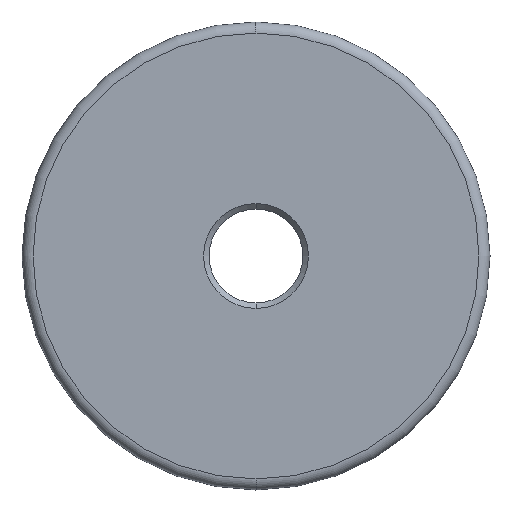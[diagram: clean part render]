
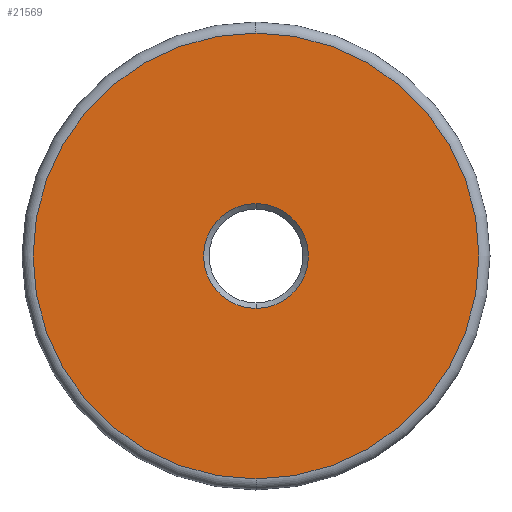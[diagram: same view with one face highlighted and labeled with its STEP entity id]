
A CAD part, left-side view. The second image highlights one B-rep face of the part: STEP entity #21569.
In plain terms, the highlighted planar face has unit normal (-1, 0, 0).
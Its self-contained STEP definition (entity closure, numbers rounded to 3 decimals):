
#951 = CARTESIAN_POINT ( 'NONE',  ( 8.684, 0., -20.2 ) ) ;
#1386 = CIRCLE ( 'NONE', #14134, 4.75 ) ;
#1535 = DIRECTION ( 'NONE',  ( 1., 0., 0. ) ) ;
#1627 = EDGE_CURVE ( 'NONE', #3302, #18186, #18248, .T. ) ;
#1628 = DIRECTION ( 'NONE',  ( 0., 0., -1. ) ) ;
#2187 = DIRECTION ( 'NONE',  ( 1., 0., 0. ) ) ;
#2289 = CARTESIAN_POINT ( 'NONE',  ( 8.684, 0., 0. ) ) ;
#2949 = AXIS2_PLACEMENT_3D ( 'NONE', #15068, #1535, #1628 ) ;
#3302 = VERTEX_POINT ( 'NONE', #951 ) ;
#3742 = DIRECTION ( 'NONE',  ( 0., 0., -1. ) ) ;
#4642 = CARTESIAN_POINT ( 'NONE',  ( 8.684, 0., -4.75 ) ) ;
#4869 = AXIS2_PLACEMENT_3D ( 'NONE', #6733, #20276, #3742 ) ;
#5481 = ORIENTED_EDGE ( 'NONE', *, *, #1627, .T. ) ;
#6112 = FACE_OUTER_BOUND ( 'NONE', #13468, .T. ) ;
#6462 = EDGE_LOOP ( 'NONE', ( #20586, #17781 ) ) ;
#6733 = CARTESIAN_POINT ( 'NONE',  ( 8.684, 0., 0. ) ) ;
#6939 = DIRECTION ( 'NONE',  ( 0., 0., -1. ) ) ;
#7532 = EDGE_CURVE ( 'NONE', #11525, #13688, #13503, .T. ) ;
#7867 = DIRECTION ( 'NONE',  ( 0., 0., -1. ) ) ;
#9725 = DIRECTION ( 'NONE',  ( 0., 0., -1. ) ) ;
#10874 = EDGE_CURVE ( 'NONE', #13688, #11525, #1386, .T. ) ;
#10933 = ORIENTED_EDGE ( 'NONE', *, *, #14157, .T. ) ;
#11059 = PLANE ( 'NONE',  #11290 ) ;
#11145 = AXIS2_PLACEMENT_3D ( 'NONE', #21709, #16654, #6939 ) ;
#11290 = AXIS2_PLACEMENT_3D ( 'NONE', #2289, #2187, #7867 ) ;
#11525 = VERTEX_POINT ( 'NONE', #4642 ) ;
#12160 = CARTESIAN_POINT ( 'NONE',  ( 8.684, 0., 20.2 ) ) ;
#13468 = EDGE_LOOP ( 'NONE', ( #5481, #10933 ) ) ;
#13503 = CIRCLE ( 'NONE', #2949, 4.75 ) ;
#13688 = VERTEX_POINT ( 'NONE', #16775 ) ;
#14134 = AXIS2_PLACEMENT_3D ( 'NONE', #16545, #14796, #9725 ) ;
#14157 = EDGE_CURVE ( 'NONE', #18186, #3302, #14656, .T. ) ;
#14656 = CIRCLE ( 'NONE', #11145, 20.2 ) ;
#14796 = DIRECTION ( 'NONE',  ( 1., 0., 0. ) ) ;
#15068 = CARTESIAN_POINT ( 'NONE',  ( 8.684, 0., 0. ) ) ;
#16545 = CARTESIAN_POINT ( 'NONE',  ( 8.684, 0., 0. ) ) ;
#16654 = DIRECTION ( 'NONE',  ( -1., 0., 0. ) ) ;
#16775 = CARTESIAN_POINT ( 'NONE',  ( 8.684, 0., 4.75 ) ) ;
#17781 = ORIENTED_EDGE ( 'NONE', *, *, #7532, .T. ) ;
#18186 = VERTEX_POINT ( 'NONE', #12160 ) ;
#18248 = CIRCLE ( 'NONE', #4869, 20.2 ) ;
#20276 = DIRECTION ( 'NONE',  ( -1., 0., 0. ) ) ;
#20586 = ORIENTED_EDGE ( 'NONE', *, *, #10874, .T. ) ;
#21299 = FACE_BOUND ( 'NONE', #6462, .T. ) ;
#21569 = ADVANCED_FACE ( 'NONE', ( #21299, #6112 ), #11059, .F. ) ;
#21709 = CARTESIAN_POINT ( 'NONE',  ( 8.684, 0., 0. ) ) ;
